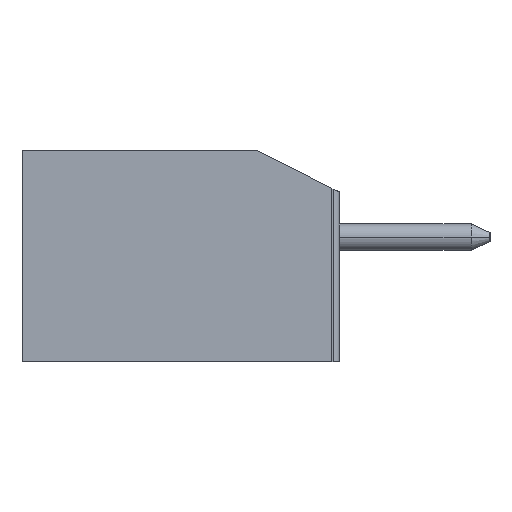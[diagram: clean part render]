
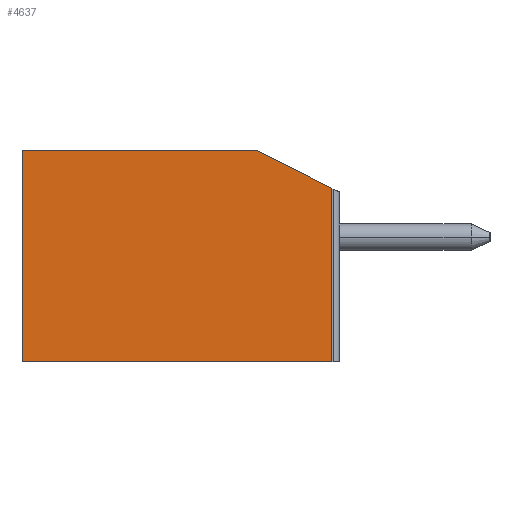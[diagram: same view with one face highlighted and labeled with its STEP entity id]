
A CAD part, left-side view. The second image highlights one B-rep face of the part: STEP entity #4637.
In plain terms, the highlighted planar face has unit normal (-1, 0, 0).
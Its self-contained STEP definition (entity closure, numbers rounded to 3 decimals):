
#5=DIRECTION('',(0.,0.,1.));
#6=VECTOR('',#5,4.6);
#7=CARTESIAN_POINT('',(-14.11,0.,-2.8));
#8=LINE('',#7,#6);
#1003=DIRECTION('',(0.,0.894,0.447));
#1004=VECTOR('',#1003,2.236);
#1005=CARTESIAN_POINT('',(-14.11,0.,1.8));
#1006=LINE('',#1005,#1004);
#1007=DIRECTION('',(0.,1.,0.));
#1008=VECTOR('',#1007,8.2);
#1009=CARTESIAN_POINT('',(-14.11,0.,-2.8));
#1010=LINE('',#1009,#1008);
#1031=DIRECTION('',(0.,0.,1.));
#1032=VECTOR('',#1031,5.6);
#1033=CARTESIAN_POINT('',(-14.11,8.2,-2.8));
#1034=LINE('',#1033,#1032);
#1983=DIRECTION('',(0.,1.,0.));
#1984=VECTOR('',#1983,6.2);
#1985=CARTESIAN_POINT('',(-14.11,2.,2.8));
#1986=LINE('',#1985,#1984);
#2651=CARTESIAN_POINT('',(-14.11,8.2,-2.8));
#2652=CARTESIAN_POINT('',(-14.11,8.2,2.8));
#2653=VERTEX_POINT('',#2651);
#2654=VERTEX_POINT('',#2652);
#2659=CARTESIAN_POINT('',(-14.11,0.,-2.8));
#2660=VERTEX_POINT('',#2659);
#2723=CARTESIAN_POINT('',(-14.11,0.,1.8));
#2724=CARTESIAN_POINT('',(-14.11,2.,2.8));
#2725=VERTEX_POINT('',#2723);
#2726=VERTEX_POINT('',#2724);
#4623=CARTESIAN_POINT('',(-14.11,0.,-2.8));
#4624=DIRECTION('',(-1.,0.,0.));
#4625=DIRECTION('',(0.,0.,1.));
#4626=AXIS2_PLACEMENT_3D('',#4623,#4624,#4625);
#4627=PLANE('',#4626);
#4628=ORIENTED_EDGE('',*,*,#3913,.F.);
#4629=ORIENTED_EDGE('',*,*,#3394,.F.);
#4630=ORIENTED_EDGE('',*,*,#3653,.T.);
#4632=ORIENTED_EDGE('',*,*,#4631,.T.);
#4634=ORIENTED_EDGE('',*,*,#4633,.F.);
#4635=EDGE_LOOP('',(#4628,#4629,#4630,#4632,#4634));
#4636=FACE_OUTER_BOUND('',#4635,.F.);
#3394=EDGE_CURVE('',#2660,#2725,#8,.T.);
#3653=EDGE_CURVE('',#2660,#2653,#1010,.T.);
#3913=EDGE_CURVE('',#2725,#2726,#1006,.T.);
#4631=EDGE_CURVE('',#2653,#2654,#1034,.T.);
#4633=EDGE_CURVE('',#2726,#2654,#1986,.T.);
#4637=ADVANCED_FACE('',(#4636),#4627,.T.);
